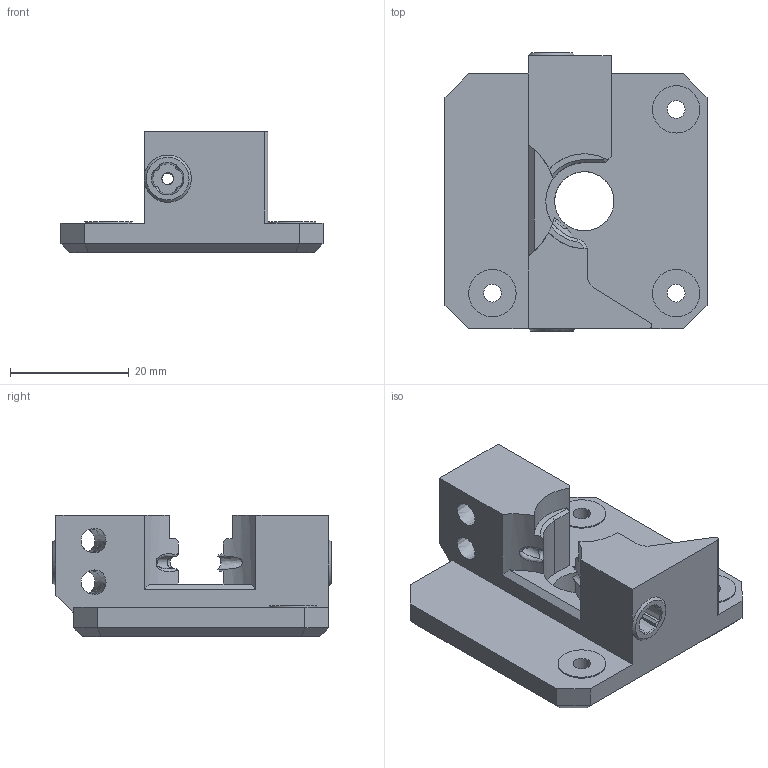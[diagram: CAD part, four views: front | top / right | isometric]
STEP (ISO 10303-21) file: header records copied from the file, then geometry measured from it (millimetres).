
FILE_DESCRIPTION(/* description */ (''),/* implementation_level */ '2;1');
FILE_NAME(/* name */ 'extruder_base.step',/* time_stamp */ '2016-04-24T18:32:37+02:00',/* author */ (''),/* organization */ (''),/* preprocessor_version */ 'ST-DEVELOPER v16.2',/* originating_system */ 'Autodesk Translation Framework v4.3.0.3010',/* authorisation */ '');
FILE_SCHEMA (('AUTOMOTIVE_DESIGN { 1 0 10303 214 3 1 1 }'));
Length unit declared in the file: centimetre
Products named in the file (1): extruder_base v9
Bounding box: 44.2 x 46.9 x 20.5 mm (x, y, z)
Volume: 14849.9 mm3; surface area: 7335.7 mm2
Topology: 1 solids, 1 shells, 102 faces, 273 edges, 178 vertices
Faces by surface type: plane 60, cylinder 24, cone 11, bspline 5, torus 2
Full cylindrical faces by diameter (mm): 2 x1, 3 x3, 6.4 x3, 8 x3, 10 x1
Entity records: 4233 total; most frequent: CARTESIAN_POINT 1741, ORIENTED_EDGE 504, DIRECTION 485, EDGE_CURVE 252, VERTEX_POINT 173, AXIS2_PLACEMENT_3D 173, LINE 139, VECTOR 139
